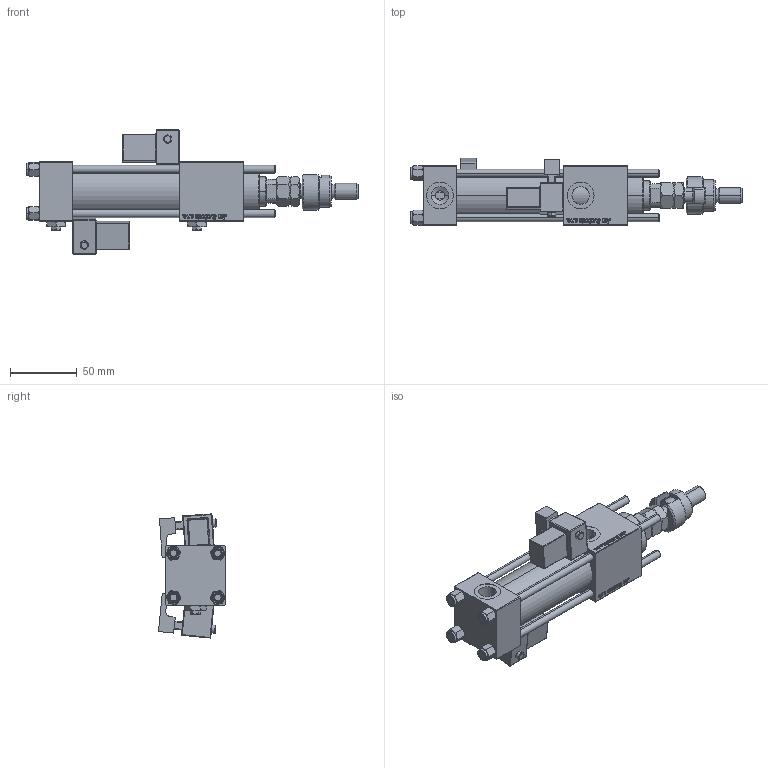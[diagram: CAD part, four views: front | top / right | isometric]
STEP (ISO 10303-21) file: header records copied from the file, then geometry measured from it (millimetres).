
FILE_DESCRIPTION (( 'STEP AP203' ), '1' );
FILE_NAME ('faf8.STEP', '2022-04-14T19:24:40', ( '' ), ( '' ), 'SwSTEP 2.0', 'SolidWorks 2019', '' );
FILE_SCHEMA (( 'CONFIG_CONTROL_DESIGN' ));
Length unit declared in the file: millimetre
Products named in the file (11): DFA dee1cae16f7626bcc1d2f7400c5e3b22; Zatka_pro_OIL_PORT dee1cae16f7626bcc1d2f7400c5e3b22; MFA dee1cae16f7626bcc1d2f7400c5e3b22; V215CR_MSU dee1cae16f7626bcc1d2f7400c5e3b22; V215CR_B_TYCINKA dee1cae16f7626bcc1d2f7400c5e3b22; FEMALE_PART_FOR_DFA dee1cae16f7626bcc1d2f7400c5e3b22; NUT_M5_B dee1cae16f7626bcc1d2f7400c5e3b22; V215_VC_A dee1cae16f7626bcc1d2f7400c5e3b22; V215CR_VCP_B dee1cae16f7626bcc1d2f7400c5e3b22; faf8; V215CR_B-1 dee1cae16f7626bcc1d2f7400c5e3b22
Assembly tree (18 placements, depth 3):
  faf8
    V215CR_B-1 dee1cae16f7626bcc1d2f7400c5e3b22
    V215CR_VCP_B dee1cae16f7626bcc1d2f7400c5e3b22
    NUT_M5_B dee1cae16f7626bcc1d2f7400c5e3b22  x4
    V215CR_B_TYCINKA dee1cae16f7626bcc1d2f7400c5e3b22  x4
    V215_VC_A dee1cae16f7626bcc1d2f7400c5e3b22
    DFA dee1cae16f7626bcc1d2f7400c5e3b22
      FEMALE_PART_FOR_DFA dee1cae16f7626bcc1d2f7400c5e3b22
      MFA dee1cae16f7626bcc1d2f7400c5e3b22
    V215CR_MSU dee1cae16f7626bcc1d2f7400c5e3b22  x2
    Zatka_pro_OIL_PORT dee1cae16f7626bcc1d2f7400c5e3b22  x2
Bounding box: 249 x 50.4 x 93.13 mm (x, y, z)
Volume: 296011.3 mm3; surface area: 108684.2 mm2
Topology: 17 solids, 17 shells, 1499 faces, 3722 edges, 2351 vertices
Faces by surface type: plane 568, bspline 504, cone 218, cylinder 161, torus 24, sphere 24
Entity records: 63929 total; most frequent: CARTESIAN_POINT 35766, ORIENTED_EDGE 6350, DIRECTION 3939, EDGE_CURVE 3175, VERTEX_POINT 2049, VECTOR 1657, LINE 1657, EDGE_LOOP 1394
